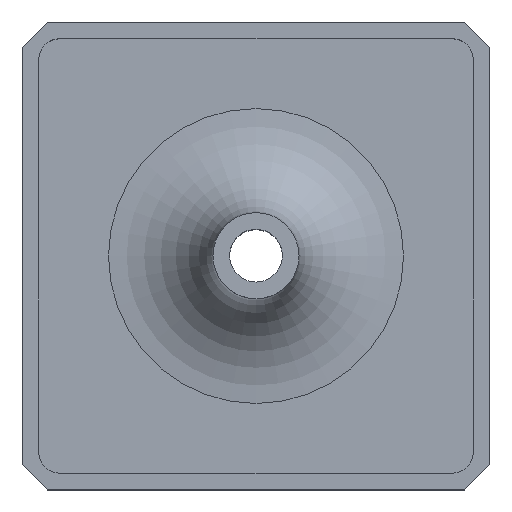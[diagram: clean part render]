
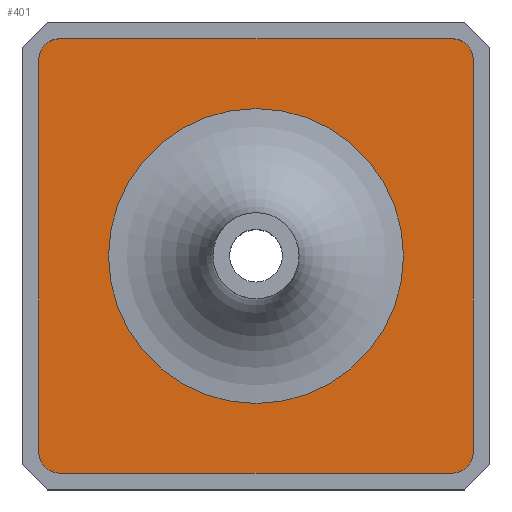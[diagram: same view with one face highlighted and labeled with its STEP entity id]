
A CAD part, top view. The second image highlights one B-rep face of the part: STEP entity #401.
In plain terms, the highlighted planar face has unit normal (0, 0, 1).
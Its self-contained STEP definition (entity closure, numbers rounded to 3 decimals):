
#16=FACE_BOUND('',#61,.T.);
#20=PLANE('',#440);
#37=FACE_OUTER_BOUND('',#60,.T.);
#60=EDGE_LOOP('',(#284,#285,#286,#287,#288,#289,#290,#291));
#61=EDGE_LOOP('',(#292));
#88=LINE('',#607,#130);
#89=LINE('',#611,#131);
#90=LINE('',#615,#132);
#91=LINE('',#618,#133);
#130=VECTOR('',#487,10.);
#131=VECTOR('',#490,10.);
#132=VECTOR('',#493,10.);
#133=VECTOR('',#496,10.);
#170=CIRCLE('',#438,2.5);
#172=CIRCLE('',#441,2.5);
#173=CIRCLE('',#442,2.5);
#174=CIRCLE('',#443,2.5);
#175=CIRCLE('',#444,17.65);
#185=VERTEX_POINT('',#597);
#186=VERTEX_POINT('',#598);
#189=VERTEX_POINT('',#606);
#190=VERTEX_POINT('',#608);
#191=VERTEX_POINT('',#610);
#192=VERTEX_POINT('',#612);
#193=VERTEX_POINT('',#614);
#194=VERTEX_POINT('',#616);
#195=VERTEX_POINT('',#619);
#223=EDGE_CURVE('',#185,#186,#170,.T.);
#227=EDGE_CURVE('',#189,#186,#88,.T.);
#228=EDGE_CURVE('',#189,#190,#172,.T.);
#229=EDGE_CURVE('',#191,#190,#89,.T.);
#230=EDGE_CURVE('',#191,#192,#173,.T.);
#231=EDGE_CURVE('',#193,#192,#90,.T.);
#232=EDGE_CURVE('',#193,#194,#174,.T.);
#233=EDGE_CURVE('',#185,#194,#91,.T.);
#234=EDGE_CURVE('',#195,#195,#175,.T.);
#284=ORIENTED_EDGE('',*,*,#223,.T.);
#285=ORIENTED_EDGE('',*,*,#227,.F.);
#286=ORIENTED_EDGE('',*,*,#228,.T.);
#287=ORIENTED_EDGE('',*,*,#229,.F.);
#288=ORIENTED_EDGE('',*,*,#230,.T.);
#289=ORIENTED_EDGE('',*,*,#231,.F.);
#290=ORIENTED_EDGE('',*,*,#232,.T.);
#291=ORIENTED_EDGE('',*,*,#233,.F.);
#292=ORIENTED_EDGE('',*,*,#234,.F.);
#401=ADVANCED_FACE('',(#37,#16),#20,.T.);
#438=AXIS2_PLACEMENT_3D('',#599,#479,#480);
#440=AXIS2_PLACEMENT_3D('',#605,#485,#486);
#441=AXIS2_PLACEMENT_3D('',#609,#488,#489);
#442=AXIS2_PLACEMENT_3D('',#613,#491,#492);
#443=AXIS2_PLACEMENT_3D('',#617,#494,#495);
#444=AXIS2_PLACEMENT_3D('',#620,#497,#498);
#479=DIRECTION('center_axis',(0.,0.,1.));
#480=DIRECTION('ref_axis',(0.707,0.707,0.));
#485=DIRECTION('center_axis',(0.,0.,1.));
#486=DIRECTION('ref_axis',(1.,0.,0.));
#487=DIRECTION('',(1.,0.,0.));
#488=DIRECTION('center_axis',(0.,0.,1.));
#489=DIRECTION('ref_axis',(-0.707,0.707,0.));
#490=DIRECTION('',(0.,1.,0.));
#491=DIRECTION('center_axis',(0.,0.,1.));
#492=DIRECTION('ref_axis',(-0.707,-0.707,0.));
#493=DIRECTION('',(-1.,0.,0.));
#494=DIRECTION('center_axis',(0.,0.,1.));
#495=DIRECTION('ref_axis',(0.707,-0.707,0.));
#496=DIRECTION('',(0.,-1.,0.));
#497=DIRECTION('center_axis',(0.,0.,1.));
#498=DIRECTION('ref_axis',(1.,0.,0.));
#597=CARTESIAN_POINT('',(26.,23.5,2.));
#598=CARTESIAN_POINT('',(23.5,26.,2.));
#599=CARTESIAN_POINT('Origin',(23.5,23.5,2.));
#605=CARTESIAN_POINT('Origin',(0.,0.,
2.));
#606=CARTESIAN_POINT('',(-23.5,26.,2.));
#607=CARTESIAN_POINT('',(14.,26.,2.));
#608=CARTESIAN_POINT('',(-26.,23.5,2.));
#609=CARTESIAN_POINT('Origin',(-23.5,23.5,2.));
#610=CARTESIAN_POINT('',(-26.,-23.5,2.));
#611=CARTESIAN_POINT('',(-26.,14.,2.));
#612=CARTESIAN_POINT('',(-23.5,-26.,2.));
#613=CARTESIAN_POINT('Origin',(-23.5,-23.5,2.));
#614=CARTESIAN_POINT('',(23.5,-26.,2.));
#615=CARTESIAN_POINT('',(-14.,-26.,2.));
#616=CARTESIAN_POINT('',(26.,-23.5,2.));
#617=CARTESIAN_POINT('Origin',(23.5,-23.5,2.));
#618=CARTESIAN_POINT('',(26.,-14.,2.));
#619=CARTESIAN_POINT('',(17.65,0.,2.));
#620=CARTESIAN_POINT('Origin',(0.,0.,2.));
